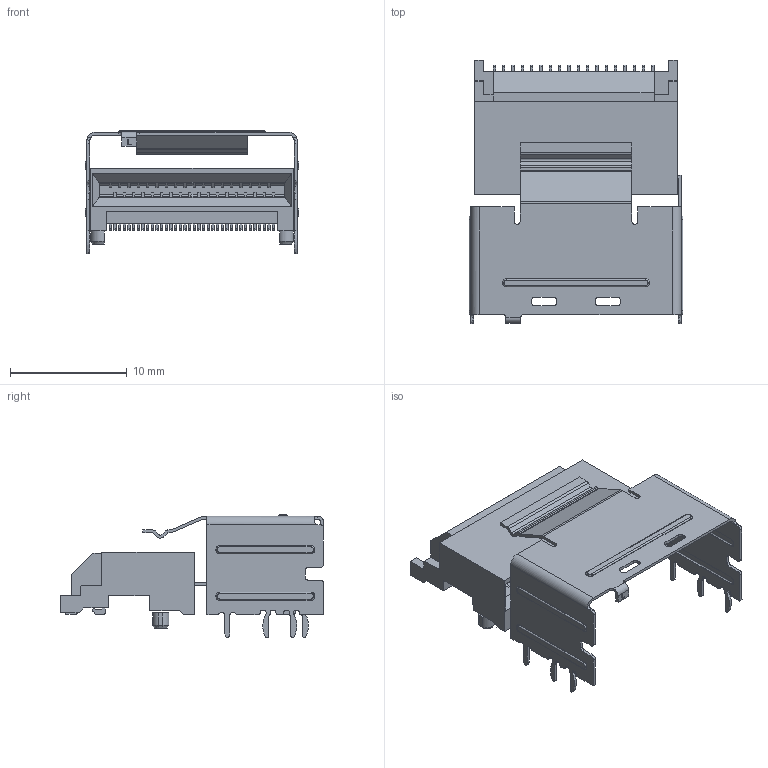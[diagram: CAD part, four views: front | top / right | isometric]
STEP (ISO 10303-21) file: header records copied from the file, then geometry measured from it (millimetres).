
FILE_DESCRIPTION((''),'2;1');
FILE_NAME('MOLEX_75783-0107.stp','2014-11-12T10:57:01',(''),(''),'Mechanical Desktop 2011','Mechanical Desktop 2011',', , ');
FILE_SCHEMA(('AUTOMOTIVE_DESIGN { 1 2 10303 214 1 1 1 1 }'));
Length unit declared in the file: millimetre
Products named in the file (1): Product
Bounding box: 18.35 x 22.57 x 10.58 mm (x, y, z)
Volume: 676.8 mm3; surface area: 1796.1 mm2
Topology: 76 solids, 76 shells, 1163 faces, 2906 edges, 1907 vertices
Faces by surface type: plane 714, cylinder 398, torus 40, bspline 7, cone 4
Entity records: 34717 total; most frequent: CARTESIAN_POINT 6122, DIRECTION 6043, ORIENTED_EDGE 5810, EDGE_CURVE 2905, VECTOR 2057, LINE 2057, AXIS2_PLACEMENT_3D 1993, VERTEX_POINT 1906
